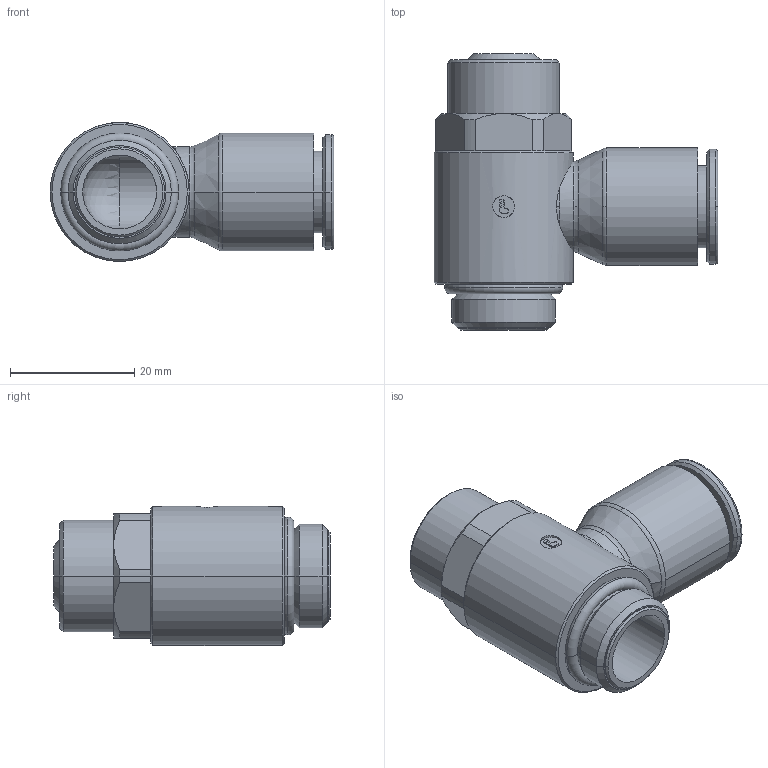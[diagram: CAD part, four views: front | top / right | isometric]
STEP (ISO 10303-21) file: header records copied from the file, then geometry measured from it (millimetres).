
FILE_DESCRIPTION(('STEP AP214'),'1');
FILE_NAME('7010_12_17.stp','2016-07-07T14:53:44',('TraceParts'),('TraceParts S.A.'),'Spatial InterOp 3D',' ',' ');
FILE_SCHEMA(('automotive_design'));
Length unit declared in the file: millimetre
Products named in the file (1): 1
Bounding box: 45.7 x 44.54 x 22.4 mm (x, y, z)
Volume: 14465.8 mm3; surface area: 7227.5 mm2
Topology: 1 solids, 1 shells, 127 faces, 311 edges, 189 vertices
Faces by surface type: plane 45, cylinder 38, cone 26, torus 12, sphere 6
Entity records: 4015 total; most frequent: CARTESIAN_POINT 980, DIRECTION 688, ORIENTED_EDGE 606, EDGE_CURVE 303, AXIS2_PLACEMENT_3D 283, VERTEX_POINT 189, CIRCLE 155, EDGE_LOOP 140
